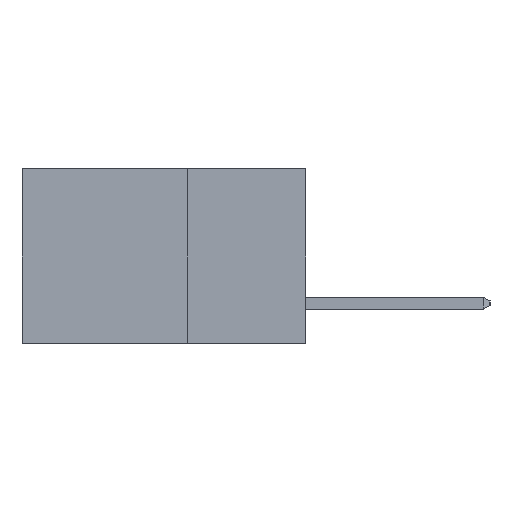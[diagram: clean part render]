
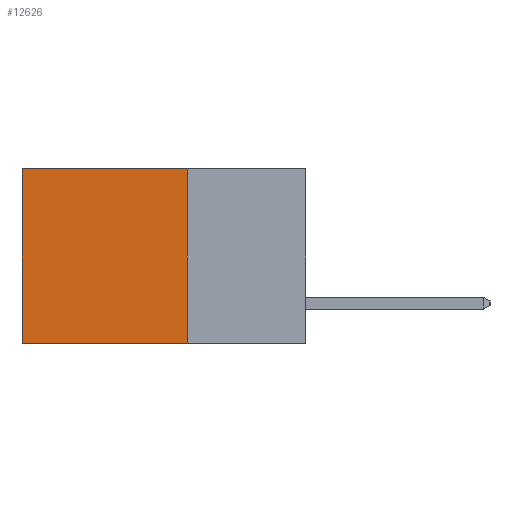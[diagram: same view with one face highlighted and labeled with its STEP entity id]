
A CAD part, left-side view. The second image highlights one B-rep face of the part: STEP entity #12626.
In plain terms, the highlighted planar face has unit normal (-1, 0, 0).
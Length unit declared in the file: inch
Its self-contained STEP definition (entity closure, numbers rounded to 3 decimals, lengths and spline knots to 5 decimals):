
#172 = DIRECTION ( 'NONE',  ( 0., 0., -1. ) ) ;
#444 = EDGE_CURVE ( 'NONE', #7493, #9623, #12170, .T. ) ;
#728 = CARTESIAN_POINT ( 'NONE',  ( 0.2615, 0.25, -0.37 ) ) ;
#766 = PLANE ( 'NONE',  #2375 ) ;
#1106 = VECTOR ( 'NONE', #9961, 39.37008 ) ;
#1650 = CARTESIAN_POINT ( 'NONE',  ( 0.2615, 0.25, 0. ) ) ;
#2375 = AXIS2_PLACEMENT_3D ( 'NONE', #5162, #12235, #6236 ) ;
#2918 = VERTEX_POINT ( 'NONE', #9093 ) ;
#3058 = EDGE_LOOP ( 'NONE', ( #4345, #4136, #7343, #13299 ) ) ;
#3312 = CARTESIAN_POINT ( 'NONE',  ( 0.2615, 0.25, 0. ) ) ;
#3947 = CARTESIAN_POINT ( 'NONE',  ( 0.2615, 0.25, -0.37 ) ) ;
#4136 = ORIENTED_EDGE ( 'NONE', *, *, #6980, .F. ) ;
#4284 = CARTESIAN_POINT ( 'NONE',  ( 0.2615, 0.6, -0.37 ) ) ;
#4345 = ORIENTED_EDGE ( 'NONE', *, *, #10428, .T. ) ;
#4822 = EDGE_CURVE ( 'NONE', #7493, #8879, #11652, .T. ) ;
#5162 = CARTESIAN_POINT ( 'NONE',  ( 0.2615, 0.25, -0.37 ) ) ;
#5345 = DIRECTION ( 'NONE',  ( 0., 0., -1. ) ) ;
#6214 = CARTESIAN_POINT ( 'NONE',  ( 0.2615, 0.6, 0. ) ) ;
#6236 = DIRECTION ( 'NONE',  ( 0., 0., -1. ) ) ;
#6467 = VECTOR ( 'NONE', #12149, 39.37008 ) ;
#6980 = EDGE_CURVE ( 'NONE', #8879, #2918, #9185, .T. ) ;
#7343 = ORIENTED_EDGE ( 'NONE', *, *, #4822, .F. ) ;
#7493 = VERTEX_POINT ( 'NONE', #1650 ) ;
#8879 = VERTEX_POINT ( 'NONE', #3947 ) ;
#9035 = VECTOR ( 'NONE', #172, 39.37008 ) ;
#9093 = CARTESIAN_POINT ( 'NONE',  ( 0.2615, 0.6, -0.37 ) ) ;
#9185 = LINE ( 'NONE', #728, #6467 ) ;
#9623 = VERTEX_POINT ( 'NONE', #6214 ) ;
#9850 = VECTOR ( 'NONE', #5345, 39.37008 ) ;
#9961 = DIRECTION ( 'NONE',  ( 0., 1., 0. ) ) ;
#10113 = FACE_OUTER_BOUND ( 'NONE', #3058, .T. ) ;
#10160 = LINE ( 'NONE', #4284, #9850 ) ;
#10428 = EDGE_CURVE ( 'NONE', #9623, #2918, #10160, .T. ) ;
#10711 = CARTESIAN_POINT ( 'NONE',  ( 0.2615, 0.25, -0.37 ) ) ;
#11652 = LINE ( 'NONE', #10711, #9035 ) ;
#12149 = DIRECTION ( 'NONE',  ( 0., 1., 0. ) ) ;
#12170 = LINE ( 'NONE', #3312, #1106 ) ;
#12235 = DIRECTION ( 'NONE',  ( 1., 0., 0. ) ) ;
#12626 = ADVANCED_FACE ( 'NONE', ( #10113 ), #766, .F. ) ;
#13299 = ORIENTED_EDGE ( 'NONE', *, *, #444, .T. ) ;
